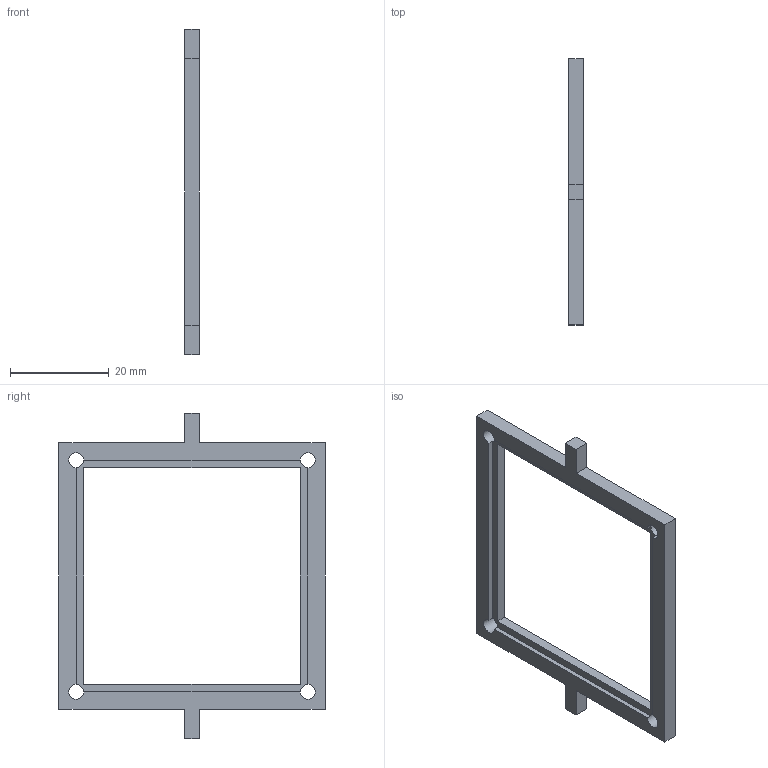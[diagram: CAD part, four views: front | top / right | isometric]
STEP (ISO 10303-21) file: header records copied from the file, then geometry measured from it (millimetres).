
FILE_DESCRIPTION(/* description */ (''),/* implementation_level */ '2;1');
FILE_NAME(/* name */ 'lens-2.step',/* time_stamp */ '2022-12-02T17:01:03+08:00',/* author */ (''),/* organization */ (''),/* preprocessor_version */ 'ST-DEVELOPER v19.2',/* originating_system */ 'Autodesk Translation Framework v11.17.0.187',/* authorisation */ '');
FILE_SCHEMA (('AUTOMOTIVE_DESIGN { 1 0 10303 214 3 1 1 }'));
Length unit declared in the file: millimetre
Products named in the file (1): lens-2
Bounding box: 3 x 54 x 66 mm (x, y, z)
Volume: 2697.2 mm3; surface area: 3327.1 mm2
Topology: 1 solids, 1 shells, 27 faces, 82 edges, 54 vertices
Faces by surface type: plane 23, cylinder 4
Full cylindrical faces by diameter (mm): 3 x4
Entity records: 967 total; most frequent: ORIENTED_EDGE 164, CARTESIAN_POINT 164, DIRECTION 152, EDGE_CURVE 82, LINE 68, VECTOR 68, VERTEX_POINT 54, AXIS2_PLACEMENT_3D 42
